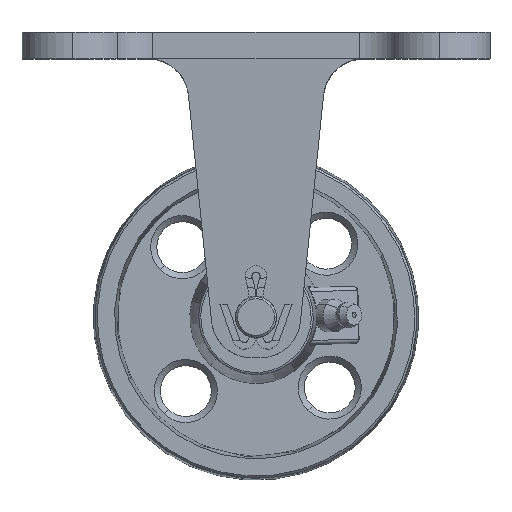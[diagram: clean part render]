
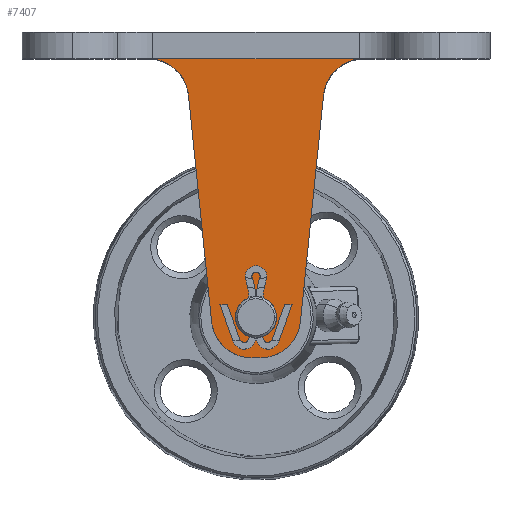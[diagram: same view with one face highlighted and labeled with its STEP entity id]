
A CAD part, top view. The second image highlights one B-rep face of the part: STEP entity #7407.
In plain terms, the highlighted planar face has unit normal (0, -0.027, 1).
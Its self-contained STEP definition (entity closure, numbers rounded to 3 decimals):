
#94 = CARTESIAN_POINT ( 'NONE',  ( -26.532, -6.5, 28.5 ) ) ;
#140 = CARTESIAN_POINT ( 'NONE',  ( -30., -80., 26.5 ) ) ;
#199 = VERTEX_POINT ( 'NONE', #8295 ) ;
#442 = EDGE_CURVE ( 'NONE', #8004, #7493, #8286, .T. ) ;
#740 = ORIENTED_EDGE ( 'NONE', *, *, #5370, .T. ) ;
#775 = FACE_OUTER_BOUND ( 'NONE', #4199, .T. ) ;
#1023 = VECTOR ( 'NONE', #7402, 1000. ) ;
#1103 = EDGE_LOOP ( 'NONE', ( #7050, #740 ) ) ;
#1192 = ORIENTED_EDGE ( 'NONE', *, *, #9596, .T. ) ;
#1225 = EDGE_CURVE ( 'NONE', #3468, #10641, #7925, .T. ) ;
#1229 = ORIENTED_EDGE ( 'NONE', *, *, #9692, .F. ) ;
#1449 = LINE ( 'NONE', #140, #1023 ) ;
#1468 = VERTEX_POINT ( 'NONE', #8644 ) ;
#1748 = VERTEX_POINT ( 'NONE', #3724 ) ;
#1762 = CARTESIAN_POINT ( 'NONE',  ( -25.372, -6.5, 28.5 ) ) ;
#1766 = CARTESIAN_POINT ( 'NONE',  ( -5.05, -59.9, 27.047 ) ) ;
#2202 = PLANE ( 'NONE',  #6467 ) ;
#2632 = CARTESIAN_POINT ( 'NONE',  ( -6.365, -80., 26.5 ) ) ;
#2655 = CARTESIAN_POINT ( 'NONE',  ( -25.372, -6.5, 28.5 ) ) ;
#2693 = EDGE_CURVE ( 'NONE', #3708, #1748, #7316, .T. ) ;
#2697 = CARTESIAN_POINT ( 'NONE',  ( 5.05, -59.9, 27.047 ) ) ;
#2777 = CARTESIAN_POINT ( 'NONE',  ( -26.532, -6.5, 28.5 ) ) ;
#2891 =( BOUNDED_CURVE ( )  B_SPLINE_CURVE ( 3, ( #10805, #1766, #2697, #6276 ),
 .UNSPECIFIED., .F., .F. ) 
 B_SPLINE_CURVE_WITH_KNOTS ( ( 4, 4 ),
 ( 4.712, 7.854 ),
 .UNSPECIFIED. ) 
 CURVE ( )  GEOMETRIC_REPRESENTATION_ITEM ( )  RATIONAL_B_SPLINE_CURVE ( ( 1., 0.333, 0.333, 1. ) ) 
 REPRESENTATION_ITEM ( '' )  );
#2957 = LINE ( 'NONE', #1762, #9977 ) ;
#3299 = EDGE_CURVE ( 'NONE', #1468, #199, #3551, .T. ) ;
#3351 = ORIENTED_EDGE ( 'NONE', *, *, #3299, .F. ) ;
#3468 = VERTEX_POINT ( 'NONE', #94 ) ;
#3551 =( BOUNDED_CURVE ( )  B_SPLINE_CURVE ( 3, ( #8991, #8237, #9907, #6419 ),
 .UNSPECIFIED., .F., .F. ) 
 B_SPLINE_CURVE_WITH_KNOTS ( ( 4, 4 ),
 ( 4.814, 6.283 ),
 .UNSPECIFIED. ) 
 CURVE ( )  GEOMETRIC_REPRESENTATION_ITEM ( )  RATIONAL_B_SPLINE_CURVE ( ( 1., 0.828, 0.828, 1. ) ) 
 REPRESENTATION_ITEM ( '' )  );
#3563 = CARTESIAN_POINT ( 'NONE',  ( -5.05, -70., 26.772 ) ) ;
#3572 = CARTESIAN_POINT ( 'NONE',  ( 26.532, -6.5, 28.5 ) ) ;
#3610 = CARTESIAN_POINT ( 'NONE',  ( 16.583, -15.485, 28.256 ) ) ;
#3656 = CARTESIAN_POINT ( 'NONE',  ( -21.135, -6.5, 28.5 ) ) ;
#3708 = VERTEX_POINT ( 'NONE', #9011 ) ;
#3724 = CARTESIAN_POINT ( 'NONE',  ( -5.05, -70., 26.772 ) ) ;
#3800 = ORIENTED_EDGE ( 'NONE', *, *, #7774, .F. ) ;
#3904 = LINE ( 'NONE', #9809, #5476 ) ;
#3998 = CARTESIAN_POINT ( 'NONE',  ( -30., -80., 26.5 ) ) ;
#4199 = EDGE_LOOP ( 'NONE', ( #6425, #4303, #7271, #3351, #3800, #1192, #10897, #1229, #6182, #4888 ) ) ;
#4303 = ORIENTED_EDGE ( 'NONE', *, *, #442, .F. ) ;
#4534 = CARTESIAN_POINT ( 'NONE',  ( 21.135, -6.5, 28.5 ) ) ;
#4888 = ORIENTED_EDGE ( 'NONE', *, *, #1225, .T. ) ;
#5081 = VECTOR ( 'NONE', #7688, 1000. ) ;
#5219 = LINE ( 'NONE', #8269, #9795 ) ;
#5270 = CARTESIAN_POINT ( 'NONE',  ( -0.968, -80., 26.5 ) ) ;
#5370 = EDGE_CURVE ( 'NONE', #1748, #3708, #2891, .T. ) ;
#5391 = CARTESIAN_POINT ( 'NONE',  ( -16.583, -15.485, 28.256 ) ) ;
#5409 =( BOUNDED_CURVE ( )  B_SPLINE_CURVE ( 3, ( #3610, #10024, #4534, #11685 ),
 .UNSPECIFIED., .F., .F. ) 
 B_SPLINE_CURVE_WITH_KNOTS ( ( 4, 4 ),
 ( 1.672, 3.142 ),
 .UNSPECIFIED. ) 
 CURVE ( )  GEOMETRIC_REPRESENTATION_ITEM ( )  RATIONAL_B_SPLINE_CURVE ( ( 1., 0.828, 0.828, 1. ) ) 
 REPRESENTATION_ITEM ( '' )  );
#5476 = VECTOR ( 'NONE', #8920, 1000. ) ;
#5950 = EDGE_CURVE ( 'NONE', #7493, #10641, #3904, .T. ) ;
#6182 = ORIENTED_EDGE ( 'NONE', *, *, #11150, .F. ) ;
#6276 = CARTESIAN_POINT ( 'NONE',  ( 5.05, -70., 26.772 ) ) ;
#6328 = VERTEX_POINT ( 'NONE', #8412 ) ;
#6419 = CARTESIAN_POINT ( 'NONE',  ( 0.968, -80., 26.5 ) ) ;
#6425 = ORIENTED_EDGE ( 'NONE', *, *, #5950, .F. ) ;
#6467 = AXIS2_PLACEMENT_3D ( 'NONE', #3998, #8622, #9607 ) ;
#6604 = VERTEX_POINT ( 'NONE', #3572 ) ;
#7050 = ORIENTED_EDGE ( 'NONE', *, *, #2693, .T. ) ;
#7149 = CARTESIAN_POINT ( 'NONE',  ( -5.05, -80.1, 26.497 ) ) ;
#7220 = LINE ( 'NONE', #8496, #5081 ) ;
#7271 = ORIENTED_EDGE ( 'NONE', *, *, #10756, .T. ) ;
#7316 =( BOUNDED_CURVE ( )  B_SPLINE_CURVE ( 3, ( #8155, #11718, #7149, #3563 ),
 .UNSPECIFIED., .F., .F. ) 
 B_SPLINE_CURVE_WITH_KNOTS ( ( 4, 4 ),
 ( 1.571, 4.712 ),
 .UNSPECIFIED. ) 
 CURVE ( )  GEOMETRIC_REPRESENTATION_ITEM ( )  RATIONAL_B_SPLINE_CURVE ( ( 1., 0.333, 0.333, 1. ) ) 
 REPRESENTATION_ITEM ( '' )  );
#7325 = VECTOR ( 'NONE', #9428, 1000. ) ;
#7396 = FACE_BOUND ( 'NONE', #1103, .T. ) ;
#7402 = DIRECTION ( 'NONE',  ( 1., 0., 0. ) ) ;
#7407 = ADVANCED_FACE ( 'NONE', ( #7396, #775 ), #2202, .F. ) ;
#7493 = VERTEX_POINT ( 'NONE', #10614 ) ;
#7688 = DIRECTION ( 'NONE',  ( -0.101, -0.994, -0.027 ) ) ;
#7774 = EDGE_CURVE ( 'NONE', #9708, #1468, #7220, .T. ) ;
#7925 =( BOUNDED_CURVE ( )  B_SPLINE_CURVE ( 3, ( #2777, #3656, #9991, #5391 ),
 .UNSPECIFIED., .F., .F. ) 
 B_SPLINE_CURVE_WITH_KNOTS ( ( 4, 4 ),
 ( 3.142, 4.611 ),
 .UNSPECIFIED. ) 
 CURVE ( )  GEOMETRIC_REPRESENTATION_ITEM ( )  RATIONAL_B_SPLINE_CURVE ( ( 1., 0.828, 0.828, 1. ) ) 
 REPRESENTATION_ITEM ( '' )  );
#8004 = VERTEX_POINT ( 'NONE', #5270 ) ;
#8129 = CARTESIAN_POINT ( 'NONE',  ( -16.583, -15.485, 28.256 ) ) ;
#8155 = CARTESIAN_POINT ( 'NONE',  ( 5.05, -70., 26.772 ) ) ;
#8237 = CARTESIAN_POINT ( 'NONE',  ( 10.369, -76.383, 26.598 ) ) ;
#8269 = CARTESIAN_POINT ( 'NONE',  ( -48., -6.5, 28.5 ) ) ;
#8286 =( BOUNDED_CURVE ( )  B_SPLINE_CURVE ( 3, ( #10080, #2632, #9040, #9961 ),
 .UNSPECIFIED., .F., .F. ) 
 B_SPLINE_CURVE_WITH_KNOTS ( ( 4, 4 ),
 ( 0., 1.469 ),
 .UNSPECIFIED. ) 
 CURVE ( )  GEOMETRIC_REPRESENTATION_ITEM ( )  RATIONAL_B_SPLINE_CURVE ( ( 1., 0.828, 0.828, 1. ) ) 
 REPRESENTATION_ITEM ( '' )  );
#8295 = CARTESIAN_POINT ( 'NONE',  ( 0.968, -80., 26.5 ) ) ;
#8405 = CARTESIAN_POINT ( 'NONE',  ( 16.583, -15.485, 28.256 ) ) ;
#8412 = CARTESIAN_POINT ( 'NONE',  ( 25.372, -6.5, 28.5 ) ) ;
#8461 = EDGE_CURVE ( 'NONE', #6328, #6604, #8748, .T. ) ;
#8496 = CARTESIAN_POINT ( 'NONE',  ( 17.5, -6.5, 28.5 ) ) ;
#8622 = DIRECTION ( 'NONE',  ( 0., 0.027, -1. ) ) ;
#8644 = CARTESIAN_POINT ( 'NONE',  ( 10.917, -71.015, 26.744 ) ) ;
#8748 = LINE ( 'NONE', #11278, #7325 ) ;
#8920 = DIRECTION ( 'NONE',  ( -0.101, 0.994, 0.027 ) ) ;
#8991 = CARTESIAN_POINT ( 'NONE',  ( 10.917, -71.015, 26.744 ) ) ;
#9011 = CARTESIAN_POINT ( 'NONE',  ( 5.05, -70., 26.772 ) ) ;
#9040 = CARTESIAN_POINT ( 'NONE',  ( -10.369, -76.383, 26.598 ) ) ;
#9217 = DIRECTION ( 'NONE',  ( 1., 0., 0. ) ) ;
#9428 = DIRECTION ( 'NONE',  ( 1., 0., 0. ) ) ;
#9596 = EDGE_CURVE ( 'NONE', #9708, #6604, #5409, .T. ) ;
#9607 = DIRECTION ( 'NONE',  ( 0., 1., 0.027 ) ) ;
#9692 = EDGE_CURVE ( 'NONE', #10038, #6328, #2957, .T. ) ;
#9708 = VERTEX_POINT ( 'NONE', #8405 ) ;
#9795 = VECTOR ( 'NONE', #11007, 1000. ) ;
#9809 = CARTESIAN_POINT ( 'NONE',  ( -17.5, -6.5, 28.5 ) ) ;
#9907 = CARTESIAN_POINT ( 'NONE',  ( 6.365, -80., 26.5 ) ) ;
#9961 = CARTESIAN_POINT ( 'NONE',  ( -10.917, -71.015, 26.744 ) ) ;
#9977 = VECTOR ( 'NONE', #9217, 1000. ) ;
#9991 = CARTESIAN_POINT ( 'NONE',  ( -17.131, -10.117, 28.402 ) ) ;
#10024 = CARTESIAN_POINT ( 'NONE',  ( 17.131, -10.117, 28.402 ) ) ;
#10038 = VERTEX_POINT ( 'NONE', #2655 ) ;
#10080 = CARTESIAN_POINT ( 'NONE',  ( -0.968, -80., 26.5 ) ) ;
#10614 = CARTESIAN_POINT ( 'NONE',  ( -10.917, -71.015, 26.744 ) ) ;
#10641 = VERTEX_POINT ( 'NONE', #8129 ) ;
#10756 = EDGE_CURVE ( 'NONE', #8004, #199, #1449, .T. ) ;
#10805 = CARTESIAN_POINT ( 'NONE',  ( -5.05, -70., 26.772 ) ) ;
#10897 = ORIENTED_EDGE ( 'NONE', *, *, #8461, .F. ) ;
#11007 = DIRECTION ( 'NONE',  ( 1., 0., 0. ) ) ;
#11150 = EDGE_CURVE ( 'NONE', #3468, #10038, #5219, .T. ) ;
#11278 = CARTESIAN_POINT ( 'NONE',  ( -48., -6.5, 28.5 ) ) ;
#11685 = CARTESIAN_POINT ( 'NONE',  ( 26.532, -6.5, 28.5 ) ) ;
#11718 = CARTESIAN_POINT ( 'NONE',  ( 5.05, -80.1, 26.497 ) ) ;
